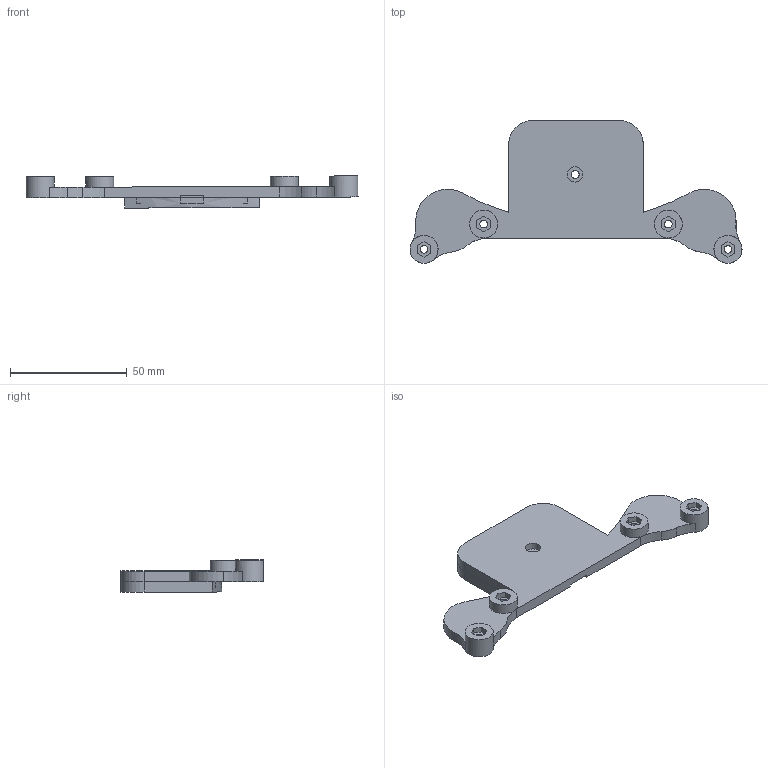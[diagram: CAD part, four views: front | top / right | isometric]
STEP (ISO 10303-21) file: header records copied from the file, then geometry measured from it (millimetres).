
FILE_DESCRIPTION(/* description */ (''),/* implementation_level */ '2;1');
FILE_NAME(/* name */ 'RDM6300 Holder.step',/* time_stamp */ '2024-02-03T01:52:49+02:00',/* author */ (''),/* organization */ (''),/* preprocessor_version */ 'ST-DEVELOPER v20',/* originating_system */ 'Autodesk Translation Framework v12.20.1.177',/* authorisation */ '');
FILE_SCHEMA (('AUTOMOTIVE_DESIGN { 1 0 10303 214 3 1 1 }'));
Length unit declared in the file: millimetre
Products named in the file (1): Right_frame_Flex
Bounding box: 142.02 x 61.06 x 13.74 mm (x, y, z)
Volume: 31378.7 mm3; surface area: 18478 mm2
Topology: 2 solids, 2 shells, 104 faces, 269 edges, 178 vertices
Faces by surface type: plane 72, cylinder 32
Full cylindrical faces by diameter (mm): 3.3 x4, 3.4 x2, 6.5 x1, 12 x4
Entity records: 3243 total; most frequent: CARTESIAN_POINT 554, DIRECTION 553, ORIENTED_EDGE 542, EDGE_CURVE 271, LINE 199, VECTOR 199, VERTEX_POINT 178, AXIS2_PLACEMENT_3D 177
